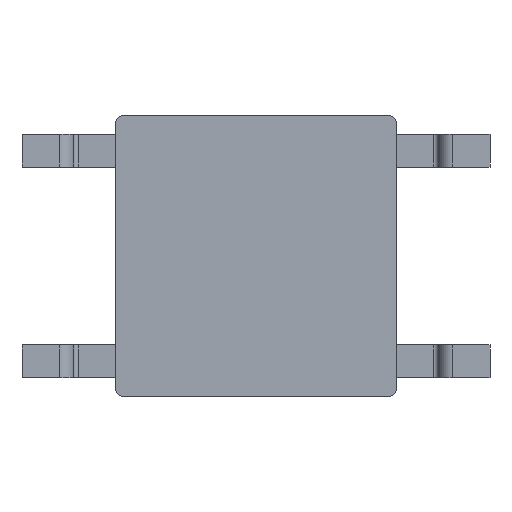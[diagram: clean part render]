
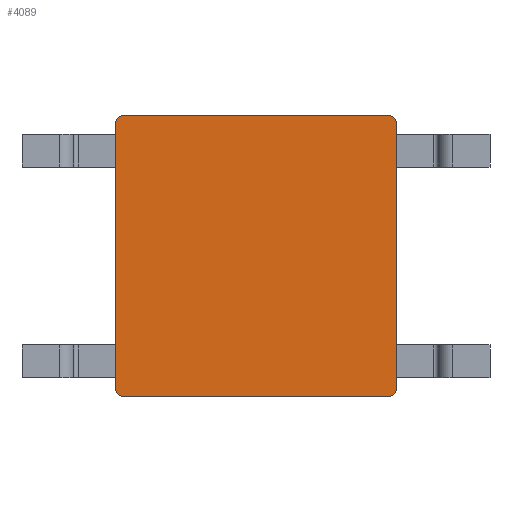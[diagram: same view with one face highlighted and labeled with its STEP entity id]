
A CAD part, front view. The second image highlights one B-rep face of the part: STEP entity #4089.
In plain terms, the highlighted planar face has unit normal (0, -1, 0).
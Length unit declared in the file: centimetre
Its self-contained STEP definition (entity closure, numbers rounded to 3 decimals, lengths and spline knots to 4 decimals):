
#231 = CARTESIAN_POINT ( 'NONE',  ( 0.3, 0., 0. ) ) ;
#295 = ORIENTED_EDGE ( 'NONE', *, *, #3488, .F. ) ;
#637 = DIRECTION ( 'NONE',  ( 0., 0., 1. ) ) ;
#686 = DIRECTION ( 'NONE',  ( 0., 0., -1. ) ) ;
#739 = AXIS2_PLACEMENT_3D ( 'NONE', #4882, #2170, #4860 ) ;
#878 = CARTESIAN_POINT ( 'NONE',  ( 0.285, 0., 0.3 ) ) ;
#911 = EDGE_CURVE ( 'NONE', #2322, #4811, #1945, .T. ) ;
#988 = ORIENTED_EDGE ( 'NONE', *, *, #911, .F. ) ;
#1028 = PLANE ( 'NONE',  #1084 ) ;
#1045 = ORIENTED_EDGE ( 'NONE', *, *, #2078, .F. ) ;
#1084 = AXIS2_PLACEMENT_3D ( 'NONE', #2502, #4472, #4062 ) ;
#1092 = DIRECTION ( 'NONE',  ( 0., 1., 0. ) ) ;
#1171 = LINE ( 'NONE', #3906, #3242 ) ;
#1231 = DIRECTION ( 'NONE',  ( 0., 1., 0. ) ) ;
#1252 = LINE ( 'NONE', #1997, #2852 ) ;
#1320 = VERTEX_POINT ( 'NONE', #4230 ) ;
#1329 = CARTESIAN_POINT ( 'NONE',  ( 0.3, 0., -0.285 ) ) ;
#1387 = EDGE_CURVE ( 'NONE', #3070, #4081, #3460, .T. ) ;
#1512 = LINE ( 'NONE', #4992, #3568 ) ;
#1554 = EDGE_CURVE ( 'NONE', #4310, #1795, #3841, .T. ) ;
#1588 = DIRECTION ( 'NONE',  ( 0., 0., -1. ) ) ;
#1626 = ORIENTED_EDGE ( 'NONE', *, *, #1387, .F. ) ;
#1678 = DIRECTION ( 'NONE',  ( 1., 0., 0. ) ) ;
#1690 = EDGE_LOOP ( 'NONE', ( #1045, #4444, #2961, #3551, #988, #4869, #295, #1626 ) ) ;
#1735 = FACE_OUTER_BOUND ( 'NONE', #1690, .T. ) ;
#1795 = VERTEX_POINT ( 'NONE', #3018 ) ;
#1945 = CIRCLE ( 'NONE', #3336, 0.015 ) ;
#1997 = CARTESIAN_POINT ( 'NONE',  ( 0., 0., 0.3 ) ) ;
#2078 = EDGE_CURVE ( 'NONE', #4977, #3070, #3030, .T. ) ;
#2170 = DIRECTION ( 'NONE',  ( 0., 1., 0. ) ) ;
#2291 = VECTOR ( 'NONE', #5016, 100. ) ;
#2310 = EDGE_CURVE ( 'NONE', #1320, #2322, #1171, .T. ) ;
#2316 = CIRCLE ( 'NONE', #739, 0.015 ) ;
#2322 = VERTEX_POINT ( 'NONE', #3484 ) ;
#2502 = CARTESIAN_POINT ( 'NONE',  ( 0., 0., 0. ) ) ;
#2681 = EDGE_CURVE ( 'NONE', #4811, #4310, #1512, .T. ) ;
#2786 = EDGE_CURVE ( 'NONE', #1795, #4977, #1252, .T. ) ;
#2852 = VECTOR ( 'NONE', #1678, 100. ) ;
#2961 = ORIENTED_EDGE ( 'NONE', *, *, #1554, .F. ) ;
#3018 = CARTESIAN_POINT ( 'NONE',  ( -0.285, 0., 0.3 ) ) ;
#3030 = CIRCLE ( 'NONE', #4827, 0.015 ) ;
#3070 = VERTEX_POINT ( 'NONE', #3190 ) ;
#3190 = CARTESIAN_POINT ( 'NONE',  ( 0.3, 0., 0.285 ) ) ;
#3242 = VECTOR ( 'NONE', #4374, 100. ) ;
#3336 = AXIS2_PLACEMENT_3D ( 'NONE', #3538, #1231, #1588 ) ;
#3460 = LINE ( 'NONE', #231, #2291 ) ;
#3484 = CARTESIAN_POINT ( 'NONE',  ( -0.285, 0., -0.3 ) ) ;
#3488 = EDGE_CURVE ( 'NONE', #4081, #1320, #2316, .T. ) ;
#3538 = CARTESIAN_POINT ( 'NONE',  ( -0.285, 0., -0.285 ) ) ;
#3551 = ORIENTED_EDGE ( 'NONE', *, *, #2681, .F. ) ;
#3568 = VECTOR ( 'NONE', #637, 100. ) ;
#3818 = DIRECTION ( 'NONE',  ( 0., 0., -1. ) ) ;
#3841 = CIRCLE ( 'NONE', #4819, 0.015 ) ;
#3906 = CARTESIAN_POINT ( 'NONE',  ( 0., 0., -0.3 ) ) ;
#4062 = DIRECTION ( 'NONE',  ( 0., 0., 1. ) ) ;
#4081 = VERTEX_POINT ( 'NONE', #1329 ) ;
#4089 = ADVANCED_FACE ( 'NONE', ( #1735 ), #1028, .F. ) ;
#4230 = CARTESIAN_POINT ( 'NONE',  ( 0.285, 0., -0.3 ) ) ;
#4251 = DIRECTION ( 'NONE',  ( 0., 1., 0. ) ) ;
#4308 = CARTESIAN_POINT ( 'NONE',  ( -0.3, 0., 0.285 ) ) ;
#4310 = VERTEX_POINT ( 'NONE', #4308 ) ;
#4374 = DIRECTION ( 'NONE',  ( -1., 0., 0. ) ) ;
#4444 = ORIENTED_EDGE ( 'NONE', *, *, #2786, .F. ) ;
#4472 = DIRECTION ( 'NONE',  ( 0., 1., 0. ) ) ;
#4589 = CARTESIAN_POINT ( 'NONE',  ( -0.285, 0., 0.285 ) ) ;
#4652 = CARTESIAN_POINT ( 'NONE',  ( 0.285, 0., 0.285 ) ) ;
#4747 = CARTESIAN_POINT ( 'NONE',  ( -0.3, 0., -0.285 ) ) ;
#4811 = VERTEX_POINT ( 'NONE', #4747 ) ;
#4819 = AXIS2_PLACEMENT_3D ( 'NONE', #4589, #1092, #686 ) ;
#4827 = AXIS2_PLACEMENT_3D ( 'NONE', #4652, #4251, #3818 ) ;
#4860 = DIRECTION ( 'NONE',  ( 0., 0., -1. ) ) ;
#4869 = ORIENTED_EDGE ( 'NONE', *, *, #2310, .F. ) ;
#4882 = CARTESIAN_POINT ( 'NONE',  ( 0.285, 0., -0.285 ) ) ;
#4977 = VERTEX_POINT ( 'NONE', #878 ) ;
#4992 = CARTESIAN_POINT ( 'NONE',  ( -0.3, 0., 0. ) ) ;
#5016 = DIRECTION ( 'NONE',  ( 0., 0., -1. ) ) ;
